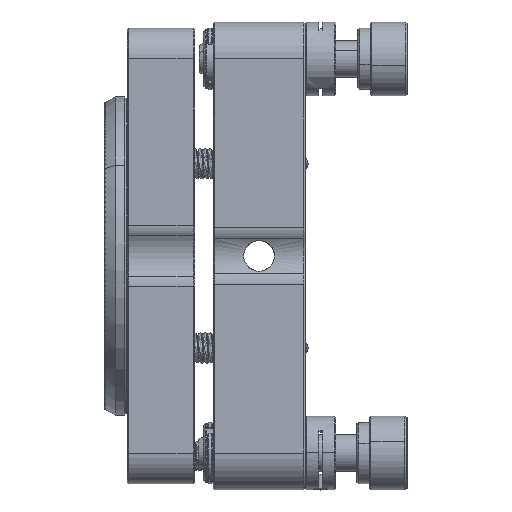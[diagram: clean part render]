
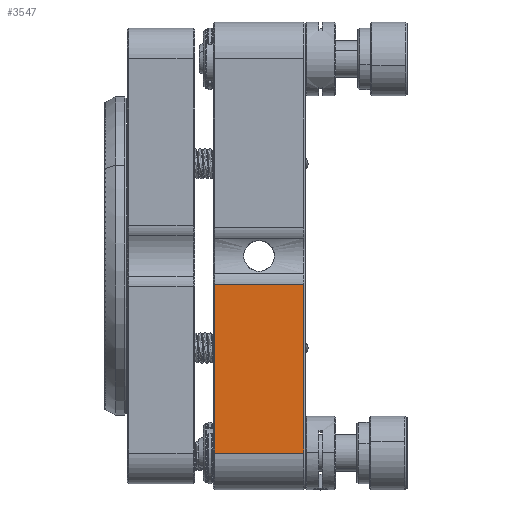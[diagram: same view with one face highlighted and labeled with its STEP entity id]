
A CAD part, front view. The second image highlights one B-rep face of the part: STEP entity #3547.
In plain terms, the highlighted planar face has unit normal (0, -1, 0).
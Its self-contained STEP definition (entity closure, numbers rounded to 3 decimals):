
#3547 = ADVANCED_FACE ( 'NONE', ( #54519 ), #55143, .T. ) ;
#4666 = DIRECTION ( 'NONE',  ( 1., 0., 0. ) ) ;
#4945 = VECTOR ( 'NONE', #24360, 1000. ) ;
#5211 = ORIENTED_EDGE ( 'NONE', *, *, #33553, .F. ) ;
#8623 = VECTOR ( 'NONE', #41454, 1000. ) ;
#11323 = VERTEX_POINT ( 'NONE', #60324 ) ;
#17603 = EDGE_CURVE ( 'NONE', #57790, #11323, #58972, .T. ) ;
#19650 = LINE ( 'NONE', #48064, #36859 ) ;
#22077 = DIRECTION ( 'NONE',  ( -1., 0., 0. ) ) ;
#22201 = DIRECTION ( 'NONE',  ( -1., 0., 0. ) ) ;
#22411 = LINE ( 'NONE', #56076, #8623 ) ;
#23062 = ORIENTED_EDGE ( 'NONE', *, *, #17603, .T. ) ;
#24360 = DIRECTION ( 'NONE',  ( 0., 0., 1. ) ) ;
#25253 = EDGE_CURVE ( 'NONE', #25875, #46089, #22411, .T. ) ;
#25875 = VERTEX_POINT ( 'NONE', #29506 ) ;
#26256 = CARTESIAN_POINT ( 'NONE',  ( -7.25, -38.1, -4.664 ) ) ;
#29506 = CARTESIAN_POINT ( 'NONE',  ( -7.25, -38.1, -32.1 ) ) ;
#32057 = DIRECTION ( 'NONE',  ( 0., -1., 0. ) ) ;
#33553 = EDGE_CURVE ( 'NONE', #46089, #11323, #19650, .T. ) ;
#35826 = CARTESIAN_POINT ( 'NONE',  ( 8.701, -38.1, -1.919 ) ) ;
#36547 = LINE ( 'NONE', #55260, #55158 ) ;
#36859 = VECTOR ( 'NONE', #4666, 1000. ) ;
#39032 = CARTESIAN_POINT ( 'NONE',  ( 7.25, -38.1, -1.919 ) ) ;
#41454 = DIRECTION ( 'NONE',  ( 0., 0., 1. ) ) ;
#42915 = CARTESIAN_POINT ( 'NONE',  ( 7.25, -38.1, -32.1 ) ) ;
#46089 = VERTEX_POINT ( 'NONE', #26256 ) ;
#48064 = CARTESIAN_POINT ( 'NONE',  ( 8.701, -38.1, -4.664 ) ) ;
#50957 = AXIS2_PLACEMENT_3D ( 'NONE', #35826, #32057, #22077 ) ;
#52769 = ORIENTED_EDGE ( 'NONE', *, *, #58552, .F. ) ;
#54519 = FACE_OUTER_BOUND ( 'NONE', #61307, .T. ) ;
#55143 = PLANE ( 'NONE',  #50957 ) ;
#55158 = VECTOR ( 'NONE', #22201, 1000. ) ;
#55260 = CARTESIAN_POINT ( 'NONE',  ( 8.701, -38.1, -32.1 ) ) ;
#56076 = CARTESIAN_POINT ( 'NONE',  ( -7.25, -38.1, -1.919 ) ) ;
#57790 = VERTEX_POINT ( 'NONE', #42915 ) ;
#58552 = EDGE_CURVE ( 'NONE', #57790, #25875, #36547, .T. ) ;
#58972 = LINE ( 'NONE', #39032, #4945 ) ;
#59084 = ORIENTED_EDGE ( 'NONE', *, *, #25253, .F. ) ;
#60324 = CARTESIAN_POINT ( 'NONE',  ( 7.25, -38.1, -4.664 ) ) ;
#61307 = EDGE_LOOP ( 'NONE', ( #59084, #52769, #23062, #5211 ) ) ;
